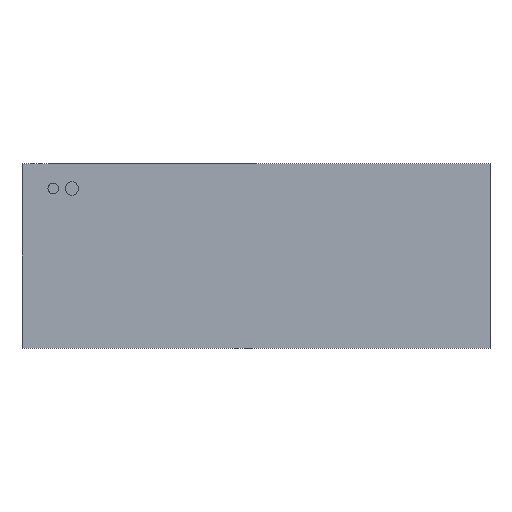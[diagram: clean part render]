
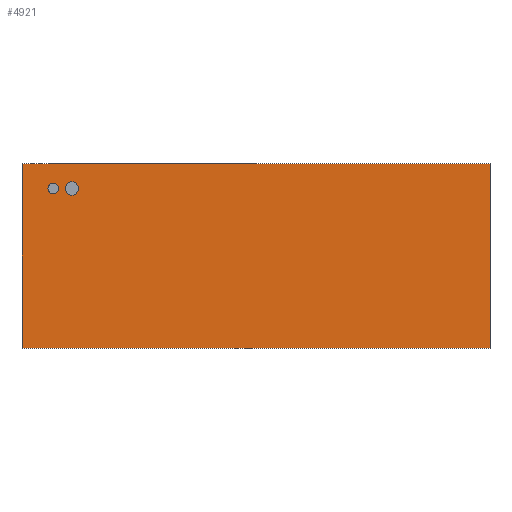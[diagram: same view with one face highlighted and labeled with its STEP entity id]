
A CAD part, front view. The second image highlights one B-rep face of the part: STEP entity #4921.
In plain terms, the highlighted planar face has unit normal (0, -1, 0).
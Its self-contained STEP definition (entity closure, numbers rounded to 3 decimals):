
#49=FACE_BOUND('',#454,.T.);
#50=FACE_BOUND('',#455,.T.);
#61=CIRCLE('',#5273,20.);
#63=CIRCLE('',#5277,25.);
#145=FACE_OUTER_BOUND('',#453,.T.);
#453=EDGE_LOOP('',(#3308,#3309,#3310,#3311));
#454=EDGE_LOOP('',(#3312));
#455=EDGE_LOOP('',(#3313));
#782=LINE('',#6994,#1449);
#784=LINE('',#6998,#1451);
#786=LINE('',#7002,#1453);
#788=LINE('',#7005,#1455);
#1449=VECTOR('',#5667,10.);
#1451=VECTOR('',#5671,10.);
#1453=VECTOR('',#5675,10.);
#1455=VECTOR('',#5679,10.);
#2094=VERTEX_POINT('',#6945);
#2096=VERTEX_POINT('',#6952);
#2109=VERTEX_POINT('',#6991);
#2110=VERTEX_POINT('',#6993);
#2111=VERTEX_POINT('',#6997);
#2112=VERTEX_POINT('',#7001);
#2557=EDGE_CURVE('',#2094,#2094,#61,.T.);
#2560=EDGE_CURVE('',#2096,#2096,#63,.T.);
#2578=EDGE_CURVE('',#2110,#2109,#782,.T.);
#2580=EDGE_CURVE('',#2111,#2110,#784,.T.);
#2582=EDGE_CURVE('',#2112,#2111,#786,.T.);
#2584=EDGE_CURVE('',#2109,#2112,#788,.T.);
#3308=ORIENTED_EDGE('',*,*,#2584,.T.);
#3309=ORIENTED_EDGE('',*,*,#2582,.T.);
#3310=ORIENTED_EDGE('',*,*,#2580,.T.);
#3311=ORIENTED_EDGE('',*,*,#2578,.T.);
#3312=ORIENTED_EDGE('',*,*,#2557,.T.);
#3313=ORIENTED_EDGE('',*,*,#2560,.T.);
#4622=PLANE('',#5289);
#4921=ADVANCED_FACE('',(#145,#49,#50),#4622,.T.);
#5273=AXIS2_PLACEMENT_3D('',#6947,#5623,#5624);
#5277=AXIS2_PLACEMENT_3D('',#6954,#5632,#5633);
#5289=AXIS2_PLACEMENT_3D('',#7006,#5680,#5681);
#5623=DIRECTION('center_axis',(0.,1.,0.));
#5624=DIRECTION('ref_axis',(1.,0.,0.));
#5632=DIRECTION('center_axis',(0.,1.,0.));
#5633=DIRECTION('ref_axis',(1.,0.,0.));
#5667=DIRECTION('',(-1.,0.,0.));
#5671=DIRECTION('',(0.,0.,1.));
#5675=DIRECTION('',(1.,0.,0.));
#5679=DIRECTION('',(0.,0.,-1.));
#5680=DIRECTION('center_axis',(0.,-1.,0.));
#5681=DIRECTION('ref_axis',(0.,0.,-1.));
#6945=CARTESIAN_POINT('',(-784.5,-370.,254.5));
#6947=CARTESIAN_POINT('Origin',(-764.5,-370.,254.5));
#6952=CARTESIAN_POINT('',(-719.5,-370.,254.5));
#6954=CARTESIAN_POINT('Origin',(-694.5,-370.,254.5));
#6991=CARTESIAN_POINT('',(-882.5,-370.,347.5));
#6993=CARTESIAN_POINT('',(882.5,-370.,347.5));
#6994=CARTESIAN_POINT('',(-882.5,-370.,347.5));
#6997=CARTESIAN_POINT('',(882.5,-370.,-347.5));
#6998=CARTESIAN_POINT('',(882.5,-370.,347.5));
#7001=CARTESIAN_POINT('',(-882.5,-370.,-347.5));
#7002=CARTESIAN_POINT('',(882.5,-370.,-347.5));
#7005=CARTESIAN_POINT('',(-882.5,-370.,-347.5));
#7006=CARTESIAN_POINT('Origin',(0.,-370.,0.));
